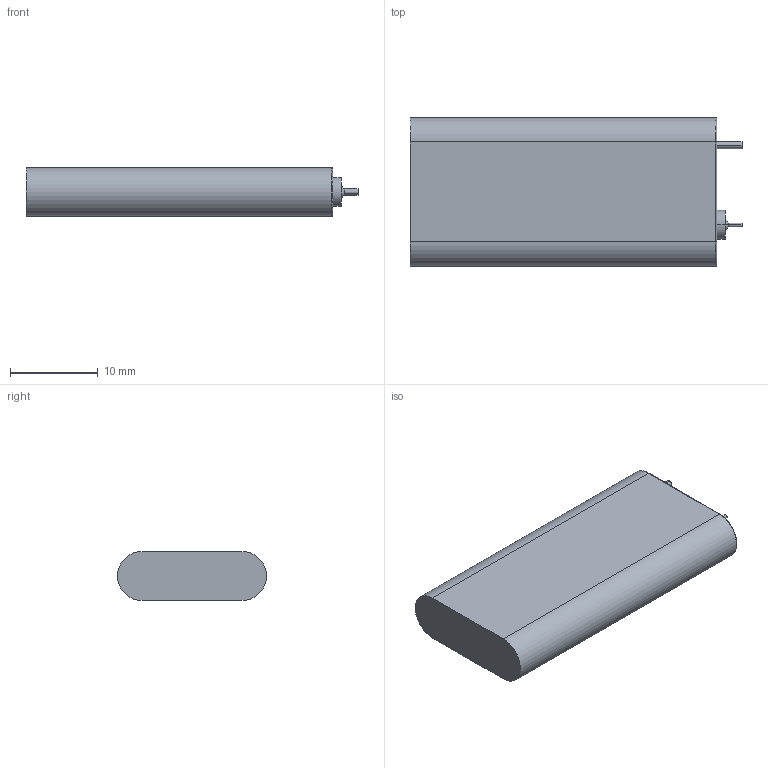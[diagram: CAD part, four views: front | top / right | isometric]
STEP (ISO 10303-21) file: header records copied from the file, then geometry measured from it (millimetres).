
FILE_DESCRIPTION (( 'STEP AP203' ), '1' );
FILE_NAME ('NNP-DWG-110-023-000 Battery, Quallion.STEP', '2024-08-21T14:08:59', ( '' ), ( '' ), 'SwSTEP 2.0', 'SolidWorks 2024', '' );
FILE_SCHEMA (( 'CONFIG_CONTROL_DESIGN' ));
Length unit declared in the file: inch
Products named in the file (1): NNP-DWG-110-023-000 Battery, Quallion
Bounding box: 37.88 x 16.99 x 5.59 mm (x, y, z)
Volume: 3098.1 mm3; surface area: 1606.3 mm2
Topology: 1 solids, 1 shells, 21 faces, 42 edges, 26 vertices
Faces by surface type: cylinder 10, plane 7, cone 2, torus 2
Entity records: 631 total; most frequent: DIRECTION 110, CARTESIAN_POINT 90, ORIENTED_EDGE 84, AXIS2_PLACEMENT_3D 46, EDGE_CURVE 42, VERTEX_POINT 26, CIRCLE 24, EDGE_LOOP 24
